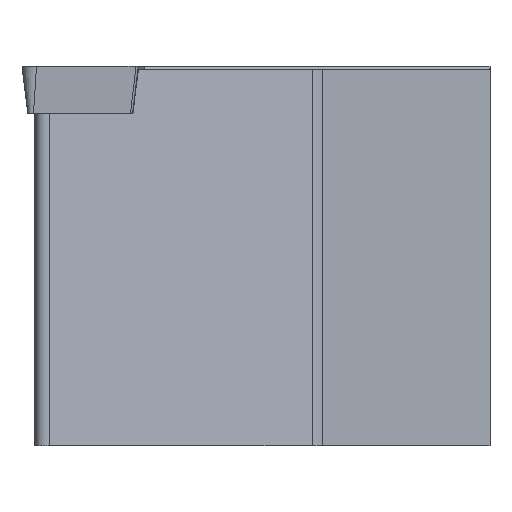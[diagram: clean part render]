
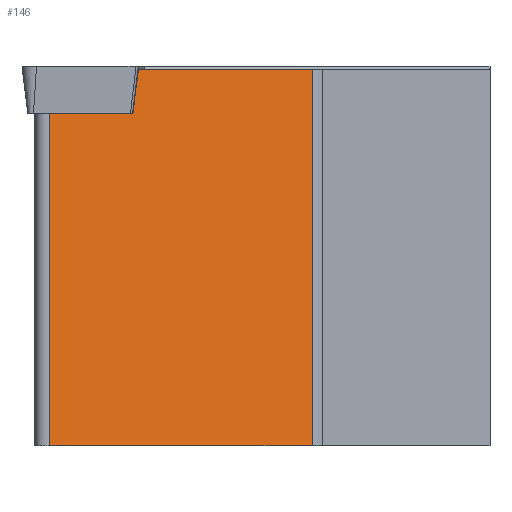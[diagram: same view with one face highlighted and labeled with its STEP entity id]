
A CAD part, left-side view. The second image highlights one B-rep face of the part: STEP entity #146.
In plain terms, the highlighted planar face has unit normal (-0.848, -0.53, 0).
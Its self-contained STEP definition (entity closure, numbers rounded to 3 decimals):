
#146=ADVANCED_FACE('',(#194),#168,.F.);
#168=PLANE('',#627);
#194=FACE_OUTER_BOUND('',#221,.T.);
#221=EDGE_LOOP('',(#304,#305,#306,#307,#308,#309));
#304=ORIENTED_EDGE('',*,*,#462,.F.);
#305=ORIENTED_EDGE('',*,*,#463,.F.);
#306=ORIENTED_EDGE('',*,*,#461,.F.);
#307=ORIENTED_EDGE('',*,*,#464,.F.);
#308=ORIENTED_EDGE('',*,*,#465,.T.);
#309=ORIENTED_EDGE('',*,*,#444,.F.);
#390=VERTEX_POINT('',#832);
#391=VERTEX_POINT('',#834);
#404=VERTEX_POINT('',#864);
#405=VERTEX_POINT('',#866);
#406=VERTEX_POINT('',#870);
#407=VERTEX_POINT('',#873);
#444=EDGE_CURVE('',#390,#391,#505,.T.);
#461=EDGE_CURVE('',#405,#404,#519,.T.);
#462=EDGE_CURVE('',#406,#390,#520,.T.);
#463=EDGE_CURVE('',#404,#406,#521,.T.);
#464=EDGE_CURVE('',#407,#405,#522,.T.);
#465=EDGE_CURVE('',#407,#391,#523,.T.);
#505=LINE('',#833,#562);
#519=LINE('',#867,#576);
#520=LINE('',#869,#577);
#521=LINE('',#871,#578);
#522=LINE('',#872,#579);
#523=LINE('',#874,#580);
#562=VECTOR('',#697,1.);
#576=VECTOR('',#721,1.);
#577=VECTOR('',#724,1.);
#578=VECTOR('',#725,1.);
#579=VECTOR('',#726,1.);
#580=VECTOR('',#727,1.);
#627=AXIS2_PLACEMENT_3D('',#875,#728,#729);
#697=DIRECTION('',(0.53,-0.848,0.));
#721=DIRECTION('',(0.,0.,1.));
#724=DIRECTION('',(0.079,-0.126,0.989));
#725=DIRECTION('',(0.53,-0.848,0.));
#726=DIRECTION('',(-0.53,0.848,0.));
#727=DIRECTION('',(0.,0.,1.));
#728=DIRECTION('',(0.848,0.53,0.));
#729=DIRECTION('',(0.53,-0.848,0.));
#832=CARTESIAN_POINT('',(7.349,29.614,-0.3));
#833=CARTESIAN_POINT('',(2.668,37.105,-0.3));
#834=CARTESIAN_POINT('',(16.491,14.983,-0.3));
#864=CARTESIAN_POINT('',(2.668,37.105,-3.97));
#866=CARTESIAN_POINT('',(2.668,37.105,-32.));
#867=CARTESIAN_POINT('',(2.668,37.105,-35.));
#869=CARTESIAN_POINT('',(4.55,34.092,-35.532));
#870=CARTESIAN_POINT('',(7.058,30.08,-3.97));
#871=CARTESIAN_POINT('',(2.668,37.105,-3.97));
#872=CARTESIAN_POINT('',(2.668,37.105,-32.));
#873=CARTESIAN_POINT('',(16.491,14.983,-32.));
#874=CARTESIAN_POINT('',(16.491,14.983,-35.));
#875=CARTESIAN_POINT('',(2.668,37.105,-35.));
